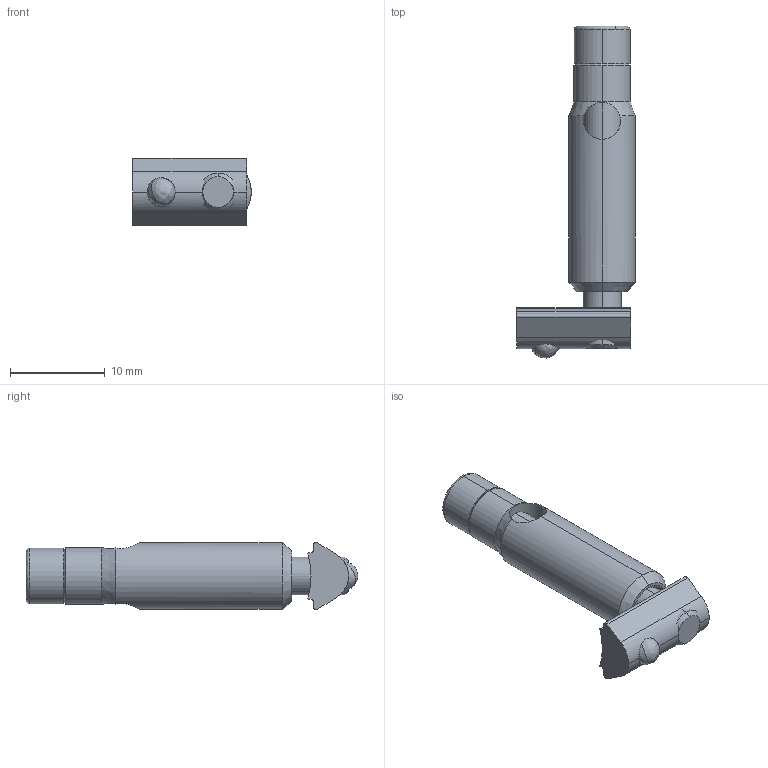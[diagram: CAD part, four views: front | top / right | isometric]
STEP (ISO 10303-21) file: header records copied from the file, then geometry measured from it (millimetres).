
FILE_DESCRIPTION (( 'STEP AP214' ), '1' );
FILE_NAME ('099G051.STEP', '2015-06-01T14:35:49', ( 'Not-Admin' ), ( 'Hewlett-Packard Company' ), 'SwSTEP 2.0', 'SolidWorks 2014', '' );
FILE_SCHEMA (( 'AUTOMOTIVE_DESIGN' ));
Length unit declared in the file: millimetre
Products named in the file (1): 099G051
Bounding box: 12.5 x 35 x 7.12 mm (x, y, z)
Volume: 1188 mm3; surface area: 1708.4 mm2
Topology: 5 solids, 5 shells, 95 faces, 254 edges, 156 vertices
Faces by surface type: plane 39, cylinder 28, cone 16, bspline 12
Entity records: 6184 total; most frequent: CARTESIAN_POINT 2806, ORIENTED_EDGE 492, DIRECTION 449, EDGE_CURVE 246, AXIS2_PLACEMENT_3D 170, VERTEX_POINT 156, VECTOR 109, LINE 109
